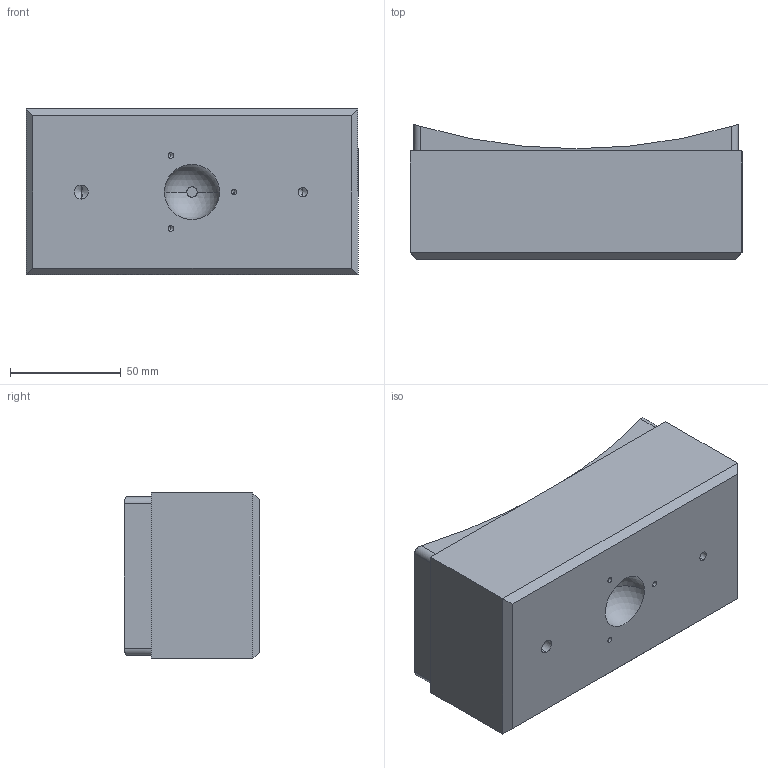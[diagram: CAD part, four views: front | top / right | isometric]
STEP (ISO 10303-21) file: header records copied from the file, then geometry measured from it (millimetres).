
FILE_DESCRIPTION (( 'STEP AP214' ), '1' );
FILE_NAME ('S3275LXXX250.STEP', '2023-01-05T19:03:32', ( '' ), ( '' ), 'SwSTEP 2.0', 'SolidWorks 2020', '' );
FILE_SCHEMA (( 'AUTOMOTIVE_DESIGN' ));
Length unit declared in the file: inch
Products named in the file (4): 12S7501; S3275LXXX250; 62S72SXX_62S72S03; S90A002
Assembly tree (2 placements, depth 2):
  S3275LXXX250
    12S7501
    62S72SXX_62S72S03
  S90A002
Bounding box: 150.01 x 61 x 75.01 mm (x, y, z)
Volume: 576335 mm3; surface area: 78972.6 mm2
Topology: 2 solids, 2 shells, 164 faces, 396 edges, 251 vertices
Faces by surface type: plane 116, cylinder 33, cone 13, sphere 2
Entity records: 5042 total; most frequent: CARTESIAN_POINT 1025, ORIENTED_EDGE 772, DIRECTION 760, EDGE_CURVE 386, LINE 312, VECTOR 312, VERTEX_POINT 251, AXIS2_PLACEMENT_3D 224
